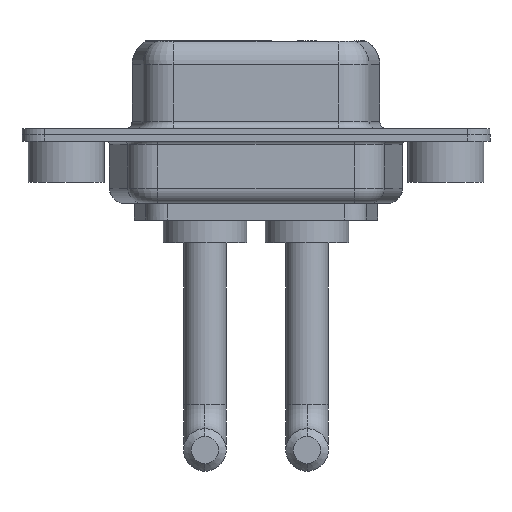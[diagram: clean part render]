
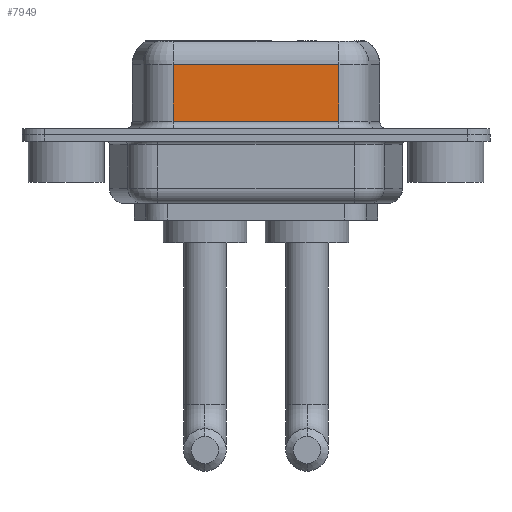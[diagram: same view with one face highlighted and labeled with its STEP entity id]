
A CAD part, front view. The second image highlights one B-rep face of the part: STEP entity #7949.
In plain terms, the highlighted planar face has unit normal (0, -1, 0).
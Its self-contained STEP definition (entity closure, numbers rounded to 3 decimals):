
#587 = ORIENTED_EDGE ( 'NONE', *, *, #6641, .T. ) ;
#640 = FACE_OUTER_BOUND ( 'NONE', #10888, .T. ) ;
#725 = LINE ( 'NONE', #3560, #6840 ) ;
#1056 = LINE ( 'NONE', #9348, #6217 ) ;
#1334 = DIRECTION ( 'NONE',  ( 0., 0., -1. ) ) ;
#2105 = VECTOR ( 'NONE', #11941, 1000. ) ;
#3112 = VERTEX_POINT ( 'NONE', #5221 ) ;
#3491 = VECTOR ( 'NONE', #1334, 1000. ) ;
#3560 = CARTESIAN_POINT ( 'NONE',  ( 7.038, -3.95, 6.4 ) ) ;
#3589 = VERTEX_POINT ( 'NONE', #12559 ) ;
#4710 = LINE ( 'NONE', #7815, #2105 ) ;
#5221 = CARTESIAN_POINT ( 'NONE',  ( 7.038, -3.95, 0.9 ) ) ;
#5675 = DIRECTION ( 'NONE',  ( 0., 0., -1. ) ) ;
#6070 = PLANE ( 'NONE',  #6665 ) ;
#6217 = VECTOR ( 'NONE', #13180, 1000. ) ;
#6299 = CARTESIAN_POINT ( 'NONE',  ( 17.962, -3.95, 6.4 ) ) ;
#6337 = EDGE_CURVE ( 'NONE', #3112, #3589, #1056, .T. ) ;
#6641 = EDGE_CURVE ( 'NONE', #13057, #3112, #725, .T. ) ;
#6665 = AXIS2_PLACEMENT_3D ( 'NONE', #8098, #7005, #9933 ) ;
#6840 = VECTOR ( 'NONE', #5675, 1000. ) ;
#7005 = DIRECTION ( 'NONE',  ( 0., 1., 0. ) ) ;
#7499 = ORIENTED_EDGE ( 'NONE', *, *, #6337, .T. ) ;
#7815 = CARTESIAN_POINT ( 'NONE',  ( 17.962, -3.95, 4.65 ) ) ;
#7949 = ADVANCED_FACE ( 'NONE', ( #640 ), #6070, .F. ) ;
#8098 = CARTESIAN_POINT ( 'NONE',  ( 17.962, -3.95, 6.4 ) ) ;
#8185 = CARTESIAN_POINT ( 'NONE',  ( 17.962, -3.95, 4.65 ) ) ;
#8666 = ORIENTED_EDGE ( 'NONE', *, *, #12679, .T. ) ;
#8979 = VERTEX_POINT ( 'NONE', #8185 ) ;
#9348 = CARTESIAN_POINT ( 'NONE',  ( 17.962, -3.95, 0.9 ) ) ;
#9933 = DIRECTION ( 'NONE',  ( -1., 0., 0. ) ) ;
#10637 = ORIENTED_EDGE ( 'NONE', *, *, #11127, .F. ) ;
#10888 = EDGE_LOOP ( 'NONE', ( #10637, #8666, #587, #7499 ) ) ;
#11127 = EDGE_CURVE ( 'NONE', #8979, #3589, #12444, .T. ) ;
#11941 = DIRECTION ( 'NONE',  ( -1., 0., 0. ) ) ;
#12444 = LINE ( 'NONE', #6299, #3491 ) ;
#12559 = CARTESIAN_POINT ( 'NONE',  ( 17.962, -3.95, 0.9 ) ) ;
#12596 = CARTESIAN_POINT ( 'NONE',  ( 7.038, -3.95, 4.65 ) ) ;
#12679 = EDGE_CURVE ( 'NONE', #8979, #13057, #4710, .T. ) ;
#13057 = VERTEX_POINT ( 'NONE', #12596 ) ;
#13180 = DIRECTION ( 'NONE',  ( 1., 0., 0. ) ) ;
